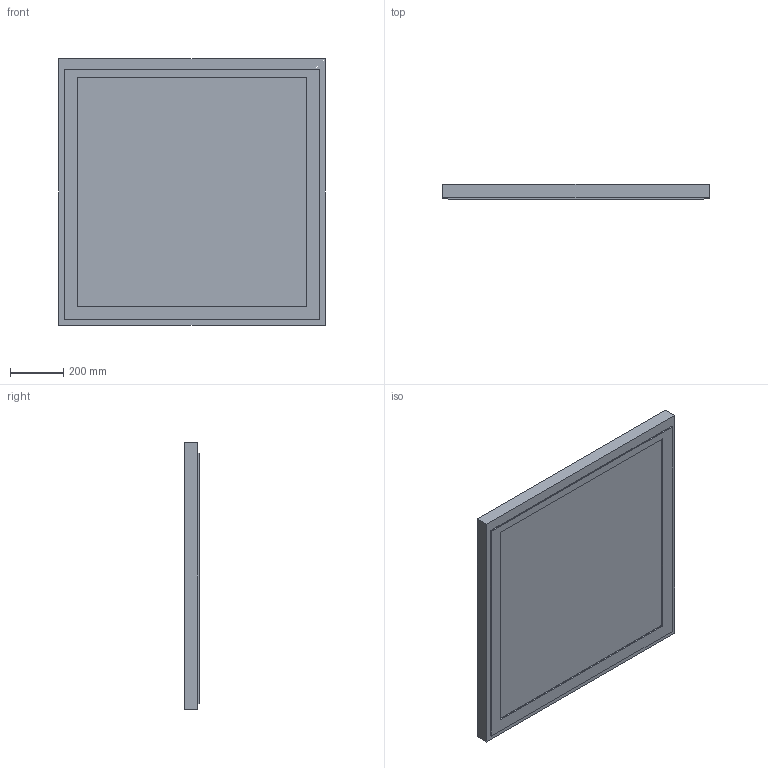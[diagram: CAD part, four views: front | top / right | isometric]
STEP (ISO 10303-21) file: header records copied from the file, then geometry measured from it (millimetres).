
FILE_DESCRIPTION(('FreeCAD Model'),'2;1');
FILE_NAME('Maxim Air with double glazing and blind.step','2016-10-05T15:20:24',('FreeCAD'),('FreeCAD'), 'Open CASCADE STEP processor 6.8','FreeCAD','Unknown');
FILE_SCHEMA(('AUTOMOTIVE_DESIGN_CC2 { 1 2 10303 214 -1 1 5 4 }'));
Length unit declared in the file: millimetre
Products named in the file (40): Open CASCADE STEP translator 6.8 3; Open CASCADE STEP translator 6.8 3.1; Open CASCADE STEP translator 6.8 3.1.1; Open CASCADE STEP translator 6.8 3.1.2; Open CASCADE STEP translator 6.8 3.1.3; Open CASCADE STEP translator 6.8 3.1.4; Open CASCADE STEP translator 6.8 3.1.5; Open CASCADE STEP translator 6.8 3.2; Open CASCADE STEP translator 6.8 3.3; Open CASCADE STEP translator 6.8 3.3.1; Open CASCADE STEP translator 6.8 3.3.2; Open CASCADE STEP translator 6.8 3.3.3; Open CASCADE STEP translator 6.8 3.3.4; Open CASCADE STEP translator 6.8 3.3.5; Open CASCADE STEP translator 6.8 3.3.6; Open CASCADE STEP translator 6.8 3.3.7; Open CASCADE STEP translator 6.8 3.3.8; Open CASCADE STEP translator 6.8 3.3.9; Open CASCADE STEP translator 6.8 3.3.10; Open CASCADE STEP translator 6.8 3.3.11; Open CASCADE STEP translator 6.8 3.3.12; Open CASCADE STEP translator 6.8 3.3.13; Open CASCADE STEP translator 6.8 3.3.14; Open CASCADE STEP translator 6.8 3.3.15; Open CASCADE STEP translator 6.8 3.3.16; Open CASCADE STEP translator 6.8 3.3.17; Open CASCADE STEP translator 6.8 3.3.18; Open CASCADE STEP translator 6.8 3.3.19; Open CASCADE STEP translator 6.8 3.3.20; Open CASCADE STEP translator 6.8 3.3.21; Open CASCADE STEP translator 6.8 3.3.22; Open CASCADE STEP translator 6.8 3.3.23; Open CASCADE STEP translator 6.8 3.3.24; Open CASCADE STEP translator 6.8 3.3.25; Open CASCADE STEP translator 6.8 3.3.26; Open CASCADE STEP translator 6.8 3.3.27; Open CASCADE STEP translator 6.8 3.3.28; Open CASCADE STEP translator 6.8 3.3.29; Open CASCADE STEP translator 6.8 3.3.30; Open CASCADE STEP translator 6.8 3.3.31
Assembly tree (39 placements, depth 3):
  Open CASCADE STEP translator 6.8 3
    Open CASCADE STEP translator 6.8 3.1
      Open CASCADE STEP translator 6.8 3.1.1
      Open CASCADE STEP translator 6.8 3.1.2
      Open CASCADE STEP translator 6.8 3.1.3
      Open CASCADE STEP translator 6.8 3.1.4
      Open CASCADE STEP translator 6.8 3.1.5
    Open CASCADE STEP translator 6.8 3.2
    Open CASCADE STEP translator 6.8 3.3
      Open CASCADE STEP translator 6.8 3.3.1
      Open CASCADE STEP translator 6.8 3.3.2
      Open CASCADE STEP translator 6.8 3.3.3
      Open CASCADE STEP translator 6.8 3.3.4
      Open CASCADE STEP translator 6.8 3.3.5
      Open CASCADE STEP translator 6.8 3.3.6
      Open CASCADE STEP translator 6.8 3.3.7
      Open CASCADE STEP translator 6.8 3.3.8
      Open CASCADE STEP translator 6.8 3.3.9
      Open CASCADE STEP translator 6.8 3.3.10
      Open CASCADE STEP translator 6.8 3.3.11
      Open CASCADE STEP translator 6.8 3.3.12
      Open CASCADE STEP translator 6.8 3.3.13
      Open CASCADE STEP translator 6.8 3.3.14
      Open CASCADE STEP translator 6.8 3.3.15
      Open CASCADE STEP translator 6.8 3.3.16
      Open CASCADE STEP translator 6.8 3.3.17
      Open CASCADE STEP translator 6.8 3.3.18
      Open CASCADE STEP translator 6.8 3.3.19
      Open CASCADE STEP translator 6.8 3.3.20
      Open CASCADE STEP translator 6.8 3.3.21
      Open CASCADE STEP translator 6.8 3.3.22
      Open CASCADE STEP translator 6.8 3.3.23
      Open CASCADE STEP translator 6.8 3.3.24
      Open CASCADE STEP translator 6.8 3.3.25
      Open CASCADE STEP translator 6.8 3.3.26
      Open CASCADE STEP translator 6.8 3.3.27
      Open CASCADE STEP translator 6.8 3.3.28
      Open CASCADE STEP translator 6.8 3.3.29
      Open CASCADE STEP translator 6.8 3.3.30
      Open CASCADE STEP translator 6.8 3.3.31
Bounding box: 1000 x 55 x 1000 mm (x, y, z)
Volume: 20696000 mm3; surface area: 5752368 mm2
Topology: 5 solids, 36 shells, 104 faces, 315 edges, 254 vertices
Faces by surface type: cylinder 62, plane 42
Entity records: 7231 total; most frequent: DIRECTION 1167, CARTESIAN_POINT 1153, LINE 631, VECTOR 631, ORIENTED_EDGE 440, PCURVE 440, DEFINITIONAL_REPRESENTATION 440, EDGE_CURVE 313
